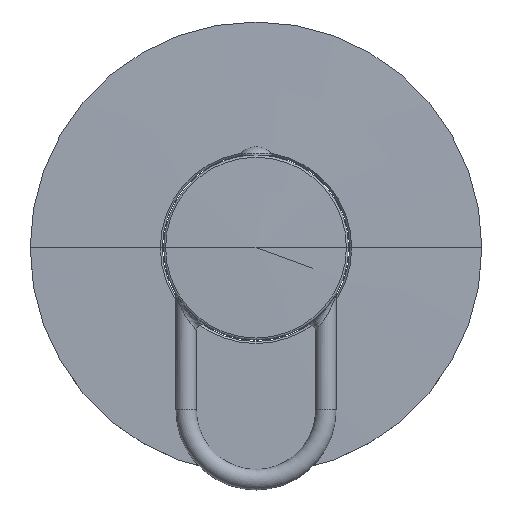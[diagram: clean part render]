
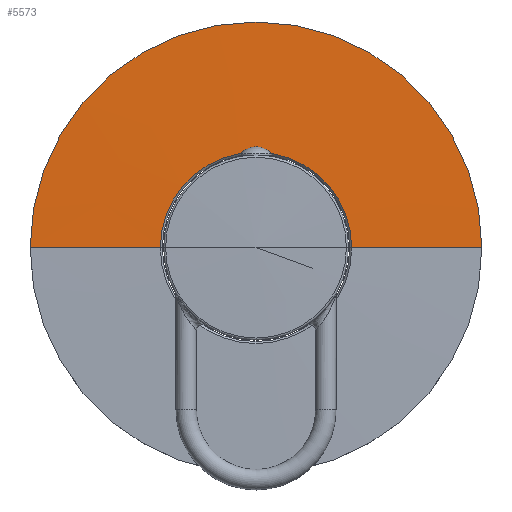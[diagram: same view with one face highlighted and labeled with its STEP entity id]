
A CAD part, top view. The second image highlights one B-rep face of the part: STEP entity #5573.
In plain terms, the highlighted conical face has half-angle 89 degrees and reference radius 39.154 mm.
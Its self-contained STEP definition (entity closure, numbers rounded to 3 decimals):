
#5011=DIRECTION('',(-1.,0.,0.017));
#5012=VECTOR('',#5011,31.696);
#5013=CARTESIAN_POINT('',(55.,0.,-2.5));
#5014=LINE('',#5013,#5012);
#5020=DIRECTION('',(1.,0.,0.017));
#5021=VECTOR('',#5020,31.696);
#5022=CARTESIAN_POINT('',(-55.,0.,-2.5));
#5023=LINE('',#5022,#5021);
#5050=CARTESIAN_POINT('',(0.,0.,-1.947));
#5051=DIRECTION('',(0.,0.,1.));
#5052=DIRECTION('',(1.,0.,0.));
#5053=AXIS2_PLACEMENT_3D('',#5050,#5051,#5052);
#5055=CARTESIAN_POINT('',(0.,0.,-2.5));
#5056=DIRECTION('',(0.,0.,-1.));
#5057=DIRECTION('',(-1.,0.,0.));
#5058=AXIS2_PLACEMENT_3D('',#5055,#5056,#5057);
#5151=CARTESIAN_POINT('',(-55.,0.,-2.5));
#5153=VERTEX_POINT('',#5151);
#5163=CARTESIAN_POINT('',(55.,0.,-2.5));
#5165=VERTEX_POINT('',#5163);
#5194=CARTESIAN_POINT('',(23.309,0.,
-1.947));
#5195=CARTESIAN_POINT('',(-23.309,0.,-1.947));
#5196=VERTEX_POINT('',#5194);
#5197=VERTEX_POINT('',#5195);
#5562=CARTESIAN_POINT('',(0.,0.,-2.223));
#5563=DIRECTION('',(0.,0.,-1.));
#5564=DIRECTION('',(1.,0.,0.));
#5565=AXIS2_PLACEMENT_3D('',#5562,#5563,#5564);
#5566=CONICAL_SURFACE('',#5565,39.154,89.);
#5567=ORIENTED_EDGE('',*,*,#5549,.T.);
#5568=ORIENTED_EDGE('',*,*,#5465,.F.);
#5569=ORIENTED_EDGE('',*,*,#5423,.T.);
#5570=ORIENTED_EDGE('',*,*,#5462,.T.);
#5571=EDGE_LOOP('',(#5567,#5568,#5569,#5570));
#5572=FACE_OUTER_BOUND('',#5571,.F.);
#5573=ADVANCED_FACE('',(#5572),#5566,.T.);
#5054=CIRCLE('',#5053,23.309);
#5059=CIRCLE('',#5058,55.);
#5423=EDGE_CURVE('',#5153,#5165,#5059,.T.);
#5462=EDGE_CURVE('',#5165,#5196,#5014,.T.);
#5465=EDGE_CURVE('',#5153,#5197,#5023,.T.);
#5549=EDGE_CURVE('',#5196,#5197,#5054,.T.);
